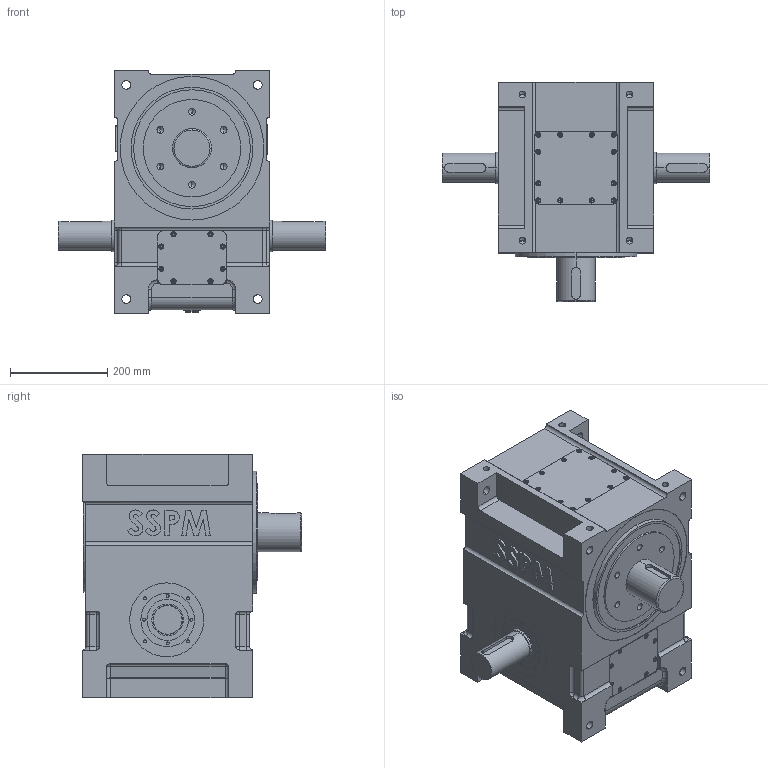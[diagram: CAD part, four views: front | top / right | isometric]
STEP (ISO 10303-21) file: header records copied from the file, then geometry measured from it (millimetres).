
FILE_DESCRIPTION (( 'STEP AP203' ), '1' );
FILE_NAME ('18DFS¼Ð·Ç.STEP', '2025-05-26T07:37:38', ( '' ), ( '' ), 'SwSTEP 2.0', 'SolidWorks 2018', '' );
FILE_SCHEMA (( 'CONFIG_CONTROL_DESIGN' ));
Length unit declared in the file: millimetre
Products named in the file (1): 18DFS標準
Bounding box: 550 x 450 x 500 mm (x, y, z)
Volume: 51162210.9 mm3; surface area: 1057348.2 mm2
Topology: 1 solids, 1 shells, 968 faces, 2312 edges, 1462 vertices
Faces by surface type: plane 471, cylinder 329, torus 66, bspline 58, cone 28, sphere 16
Entity records: 31454 total; most frequent: CARTESIAN_POINT 8854, DIRECTION 4720, ORIENTED_EDGE 4544, EDGE_CURVE 2272, AXIS2_PLACEMENT_3D 1685, VERTEX_POINT 1462, LINE 1350, VECTOR 1350
